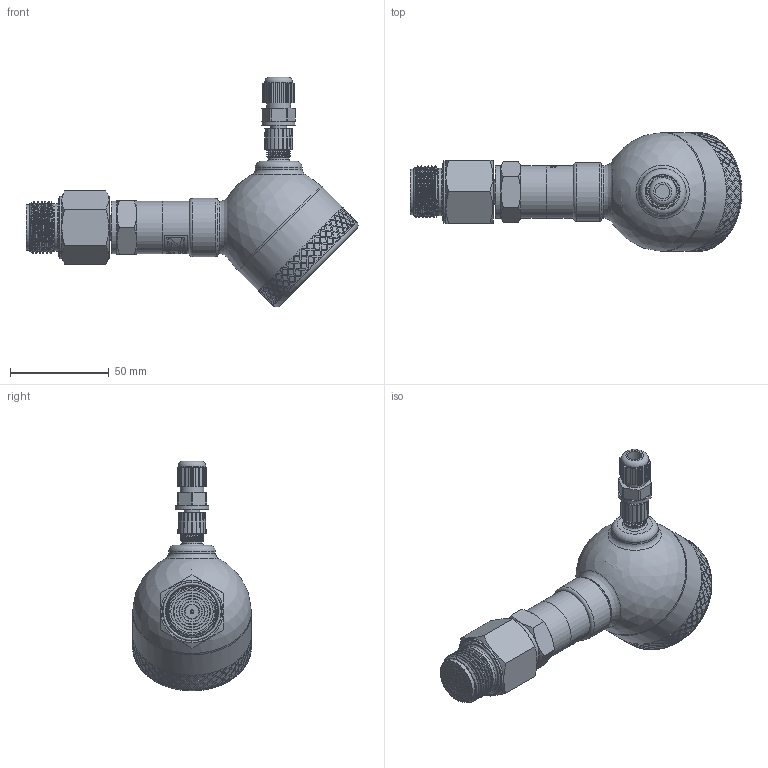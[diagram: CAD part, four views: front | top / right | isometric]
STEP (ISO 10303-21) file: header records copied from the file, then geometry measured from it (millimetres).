
FILE_DESCRIPTION(/* description */ (''),/* implementation_level */ '2;1');
FILE_NAME(/* name */ 'APZ3420mFH_G3''4DIN-flush_3.step',/* time_stamp */ '2021-07-07T16:16:28+03:00',/* author */ (''),/* organization */ (''),/* preprocessor_version */ 'ST-DEVELOPER v18.1',/* originating_system */ 'Autodesk Translation Framework v10.9.0.1377',/* authorisation */ '');
FILE_SCHEMA (('AUTOMOTIVE_DESIGN { 1 0 10303 214 3 1 1 }'));
Length unit declared in the file: millimetre
Products named in the file (8): АПЗ420М-полевойкорпус-
заполненный; Заполненный полевой 
корпус v13; Main body; Cover without display; M12x1 adapter; M12x1 female straight v9; G1\4EN; G3'4DIN diaphragm 23 v6 (1)
Assembly tree (6 placements, depth 3):
  АПЗ420М-полевойкорпус-
заполненный
    Заполненный полевой 
корпус v13
      Main body
      Cover without display
      M12x1 adapter
      M12x1 female straight v9
    G1\4EN
  G3'4DIN diaphragm 23 v6 (1)
Bounding box: 167.92 x 60.1 x 116.18 mm (x, y, z)
Volume: 260464.9 mm3; surface area: 44687.9 mm2
Topology: 9 solids, 9 shells, 1627 faces, 4014 edges, 2660 vertices
Faces by surface type: bspline 942, cylinder 319, plane 289, cone 46, torus 30, sphere 1
Full cylindrical faces by diameter (mm): 1 x4, 2 x1, 3.3 x1, 4 x1, 5 x3, 7.3 x1, 8 x4, 9.3 x1, 9.5 x2, 10.293 x1, 10.5 x2, 10.741 x7, 11 x1, 11.445 x4, 11.884 x6, 12 x1, 13.157 x9, 14 x1, 17 x1, 19.7 x1, 21.6 x1, 21.767 x1, 22.4 x1, 23 x1, 23.6 x1, 24 x1, 24.117 x6, 24.5 x2, 26.5 x2, 26.8 x1
Entity records: 76455 total; most frequent: CARTESIAN_POINT 45304, ORIENTED_EDGE 8024, EDGE_CURVE 4012, DIRECTION 3223, B_SPLINE_CURVE_WITH_KNOTS 2670, VERTEX_POINT 2660, EDGE_LOOP 1892, FACE_OUTER_BOUND 1627
